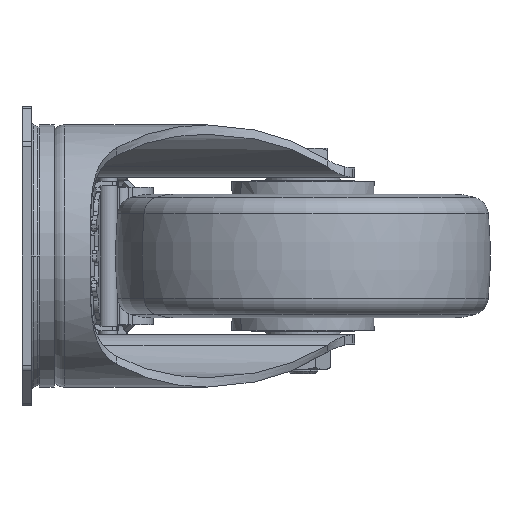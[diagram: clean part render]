
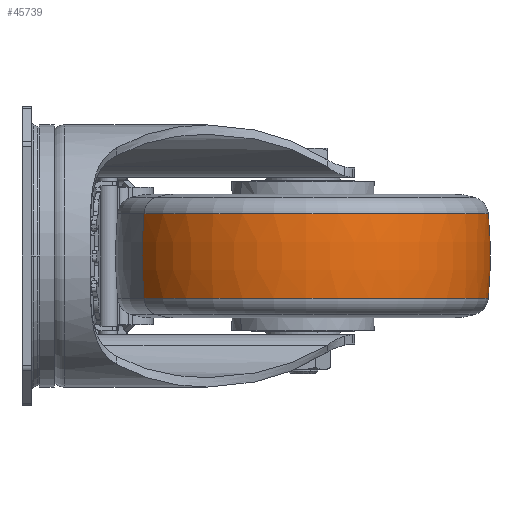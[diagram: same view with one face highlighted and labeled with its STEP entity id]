
A CAD part, left-side view. The second image highlights one B-rep face of the part: STEP entity #45739.
In plain terms, the highlighted toroidal (fillet/blend) face has major radius 75 mm and minor radius 125 mm.
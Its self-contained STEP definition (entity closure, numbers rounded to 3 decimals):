
#443 = ORIENTED_EDGE ( 'NONE', *, *, #23197, .T. ) ;
#853 = EDGE_LOOP ( 'NONE', ( #443, #21048, #1744, #44311 ) ) ;
#1300 = EDGE_CURVE ( 'NONE', #28147, #49147, #52684, .T. ) ;
#1744 = ORIENTED_EDGE ( 'NONE', *, *, #13301, .F. ) ;
#3577 = CARTESIAN_POINT ( 'NONE',  ( 38., -75., 0. ) ) ;
#13301 = EDGE_CURVE ( 'NONE', #49147, #64608, #54070, .T. ) ;
#13810 = AXIS2_PLACEMENT_3D ( 'NONE', #18349, #13959, #30666 ) ;
#13959 = DIRECTION ( 'NONE',  ( -0.858, -0.514, 0. ) ) ;
#15345 = CARTESIAN_POINT ( 'NONE',  ( 63.444, -117.451, 11.255 ) ) ;
#18106 = FACE_OUTER_BOUND ( 'NONE', #853, .T. ) ;
#18349 = CARTESIAN_POINT ( 'NONE',  ( -0.557, -10.67, 0. ) ) ;
#19925 = CIRCLE ( 'NONE', #51162, 49.492 ) ;
#20492 = CARTESIAN_POINT ( 'NONE',  ( 12.556, -32.549, 11.255 ) ) ;
#20502 = AXIS2_PLACEMENT_3D ( 'NONE', #57236, #68131, #45300 ) ;
#21048 = ORIENTED_EDGE ( 'NONE', *, *, #35338, .T. ) ;
#21448 = AXIS2_PLACEMENT_3D ( 'NONE', #3577, #52922, #26072 ) ;
#23197 = EDGE_CURVE ( 'NONE', #28147, #69589, #19925, .T. ) ;
#23698 = DIRECTION ( 'NONE',  ( 0.858, 0.514, 0. ) ) ;
#24427 = DIRECTION ( 'NONE',  ( 0.514, -0.858, 0. ) ) ;
#25474 = CIRCLE ( 'NONE', #13810, 125. ) ;
#26072 = DIRECTION ( 'NONE',  ( -0.514, 0.858, 0. ) ) ;
#28147 = VERTEX_POINT ( 'NONE', #47513 ) ;
#30666 = DIRECTION ( 'NONE',  ( -0.514, 0.858, 0. ) ) ;
#35338 = EDGE_CURVE ( 'NONE', #69589, #64608, #25474, .T. ) ;
#41637 = DIRECTION ( 'NONE',  ( 0., 0., 1. ) ) ;
#43194 = AXIS2_PLACEMENT_3D ( 'NONE', #69311, #23698, #24427 ) ;
#44311 = ORIENTED_EDGE ( 'NONE', *, *, #1300, .F. ) ;
#45300 = DIRECTION ( 'NONE',  ( -0.514, 0.858, 0. ) ) ;
#45739 = ADVANCED_FACE ( 'NONE', ( #18106 ), #52708, .T. ) ;
#47089 = DIRECTION ( 'NONE',  ( -0.514, 0.858, 0. ) ) ;
#47513 = CARTESIAN_POINT ( 'NONE',  ( 12.556, -32.549, -11.255 ) ) ;
#49147 = VERTEX_POINT ( 'NONE', #20492 ) ;
#51162 = AXIS2_PLACEMENT_3D ( 'NONE', #69548, #41637, #47089 ) ;
#52684 = CIRCLE ( 'NONE', #43194, 125. ) ;
#52708 = TOROIDAL_SURFACE ( 'NONE', #21448, -75., 125. ) ;
#52922 = DIRECTION ( 'NONE',  ( 0., 0., 1. ) ) ;
#54070 = CIRCLE ( 'NONE', #20502, 49.492 ) ;
#57236 = CARTESIAN_POINT ( 'NONE',  ( 38., -75., 11.255 ) ) ;
#57432 = CARTESIAN_POINT ( 'NONE',  ( 63.444, -117.451, -11.255 ) ) ;
#64608 = VERTEX_POINT ( 'NONE', #15345 ) ;
#68131 = DIRECTION ( 'NONE',  ( 0., 0., 1. ) ) ;
#69311 = CARTESIAN_POINT ( 'NONE',  ( 76.557, -139.33, 0. ) ) ;
#69548 = CARTESIAN_POINT ( 'NONE',  ( 38., -75., -11.255 ) ) ;
#69589 = VERTEX_POINT ( 'NONE', #57432 ) ;
